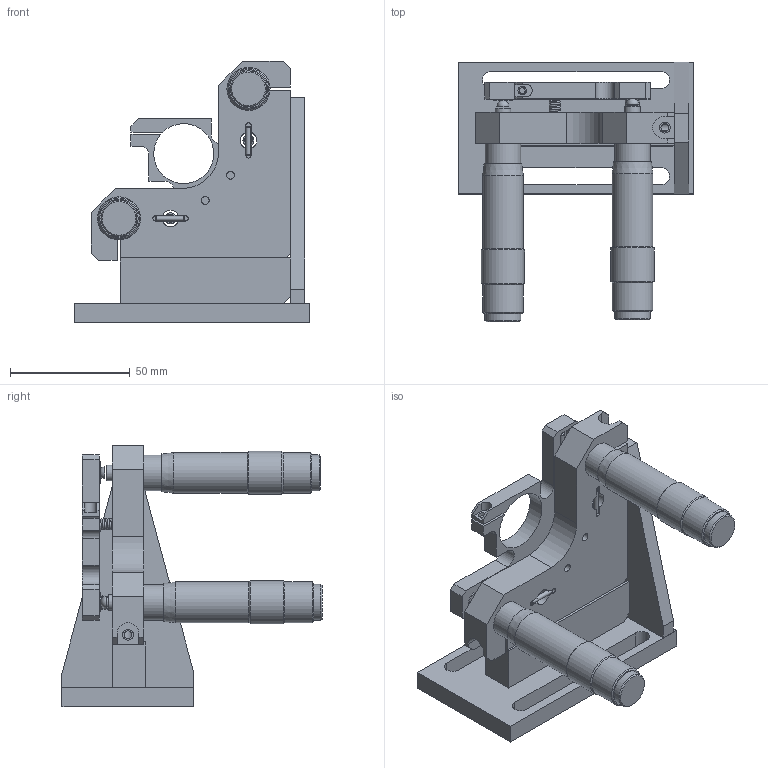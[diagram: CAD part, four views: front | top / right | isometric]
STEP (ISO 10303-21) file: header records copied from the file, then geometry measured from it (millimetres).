
FILE_DESCRIPTION(/* description */ (''),/* implementation_level */ '2;1');
FILE_NAME(/* name */ 'MMB-K.stp',/* time_stamp */ '2021-07-01T11:38:27+03:00',/* author */ ('atupikov'),/* organization */ (''),/* preprocessor_version */ 'ST-DEVELOPER v17.2',/* originating_system */ 'Autodesk Inventor 2019',/* authorisation */ '');
FILE_SCHEMA (('AUTOMOTIVE_DESIGN { 1 0 10303 214 3 1 1 }'));
Length unit declared in the file: millimetre
Products named in the file (2): MMB-K; MMB-K_Substitute_1
Assembly tree (1 placements, depth 2):
  MMB-K
    MMB-K_Substitute_1
Bounding box: 98 x 108.41 x 109 mm (x, y, z)
Volume: 164787.8 mm3; surface area: 62487.4 mm2
Topology: 21 solids, 21 shells, 308 faces, 824 edges, 558 vertices
Faces by surface type: plane 152, cylinder 97, cone 42, torus 8, sphere 7, bspline 2
Full cylindrical faces by diameter (mm): 0.7 x6, 2 x5, 2.459 x1, 2.5 x2, 3 x2, 3.1 x2, 3.2 x6, 3.242 x6, 3.5 x1, 4.5 x4, 4.917 x4, 6 x4, 6.5 x8, 7 x4, 8 x2, 14.8 x2, 15 x2, 17 x4, 18 x2
Entity records: 15294 total; most frequent: CARTESIAN_POINT 6767, DIRECTION 1747, ORIENTED_EDGE 1650, EDGE_CURVE 825, AXIS2_PLACEMENT_3D 654, VERTEX_POINT 568, LINE 439, VECTOR 439
